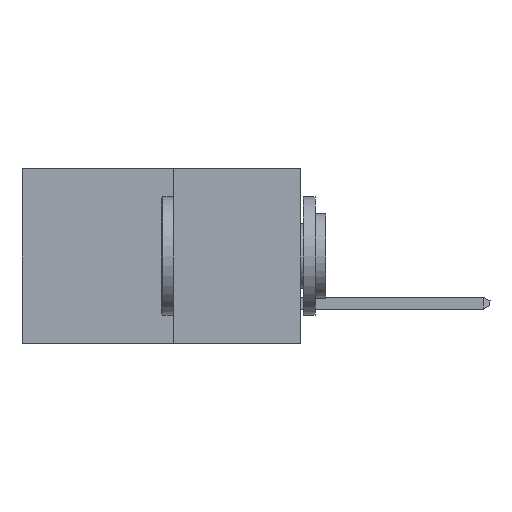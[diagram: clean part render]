
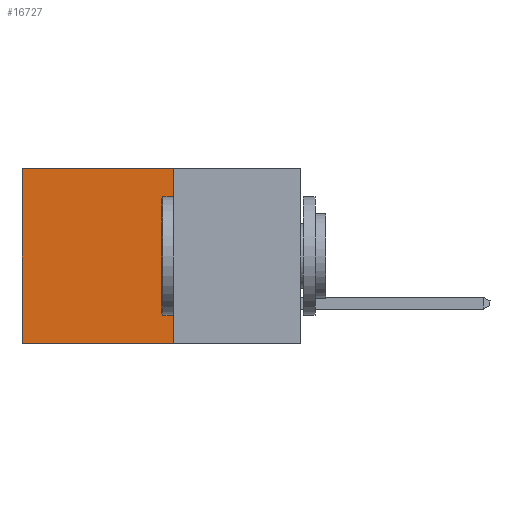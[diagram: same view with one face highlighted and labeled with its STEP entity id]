
A CAD part, left-side view. The second image highlights one B-rep face of the part: STEP entity #16727.
In plain terms, the highlighted planar face has unit normal (-1, 0, 0).
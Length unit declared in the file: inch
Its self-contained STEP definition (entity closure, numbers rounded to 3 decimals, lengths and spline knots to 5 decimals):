
#147 = CARTESIAN_POINT ( 'NONE',  ( 0.277, 0.59, 0. ) ) ;
#1235 = CARTESIAN_POINT ( 'NONE',  ( 0.277, 0.27, 0. ) ) ;
#1292 = CARTESIAN_POINT ( 'NONE',  ( 0.277, 0.59, -0.37 ) ) ;
#1437 = CARTESIAN_POINT ( 'NONE',  ( 0.277, 0.27, -0.37 ) ) ;
#2144 = DIRECTION ( 'NONE',  ( 1., 0., 0. ) ) ;
#2496 = VERTEX_POINT ( 'NONE', #147 ) ;
#3300 = LINE ( 'NONE', #5847, #13351 ) ;
#3438 = VERTEX_POINT ( 'NONE', #7913 ) ;
#3610 = ORIENTED_EDGE ( 'NONE', *, *, #7347, .F. ) ;
#3665 = FACE_OUTER_BOUND ( 'NONE', #9833, .T. ) ;
#4248 = AXIS2_PLACEMENT_3D ( 'NONE', #15250, #2144, #11417 ) ;
#5100 = EDGE_CURVE ( 'NONE', #15627, #2496, #8161, .T. ) ;
#5109 = EDGE_CURVE ( 'NONE', #15627, #15009, #11241, .T. ) ;
#5847 = CARTESIAN_POINT ( 'NONE',  ( 0.277, 0.27, -0.37 ) ) ;
#6627 = DIRECTION ( 'NONE',  ( 0., 0., -1. ) ) ;
#7347 = EDGE_CURVE ( 'NONE', #15009, #3438, #3300, .T. ) ;
#7471 = VECTOR ( 'NONE', #6627, 39.37008 ) ;
#7773 = VECTOR ( 'NONE', #9087, 39.37008 ) ;
#7913 = CARTESIAN_POINT ( 'NONE',  ( 0.277, 0.59, -0.37 ) ) ;
#8161 = LINE ( 'NONE', #15193, #8575 ) ;
#8575 = VECTOR ( 'NONE', #14768, 39.37008 ) ;
#8650 = DIRECTION ( 'NONE',  ( 0., 1., 0. ) ) ;
#9087 = DIRECTION ( 'NONE',  ( 0., 0., -1. ) ) ;
#9118 = ORIENTED_EDGE ( 'NONE', *, *, #5100, .T. ) ;
#9676 = ORIENTED_EDGE ( 'NONE', *, *, #15660, .T. ) ;
#9833 = EDGE_LOOP ( 'NONE', ( #9676, #3610, #16221, #9118 ) ) ;
#10088 = PLANE ( 'NONE',  #4248 ) ;
#10933 = LINE ( 'NONE', #1292, #7471 ) ;
#11241 = LINE ( 'NONE', #15263, #7773 ) ;
#11417 = DIRECTION ( 'NONE',  ( 0., 0., -1. ) ) ;
#13351 = VECTOR ( 'NONE', #8650, 39.37008 ) ;
#14768 = DIRECTION ( 'NONE',  ( 0., 1., 0. ) ) ;
#15009 = VERTEX_POINT ( 'NONE', #1437 ) ;
#15193 = CARTESIAN_POINT ( 'NONE',  ( 0.277, 0.27, 0. ) ) ;
#15250 = CARTESIAN_POINT ( 'NONE',  ( 0.277, 0.27, -0.37 ) ) ;
#15263 = CARTESIAN_POINT ( 'NONE',  ( 0.277, 0.27, -0.37 ) ) ;
#15627 = VERTEX_POINT ( 'NONE', #1235 ) ;
#15660 = EDGE_CURVE ( 'NONE', #2496, #3438, #10933, .T. ) ;
#16221 = ORIENTED_EDGE ( 'NONE', *, *, #5109, .F. ) ;
#16727 = ADVANCED_FACE ( 'NONE', ( #3665 ), #10088, .F. ) ;
